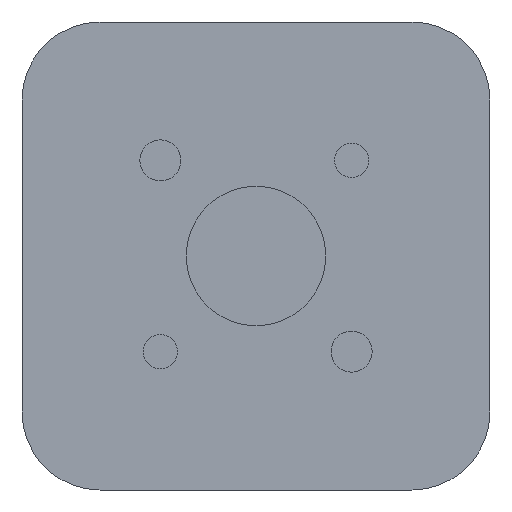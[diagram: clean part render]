
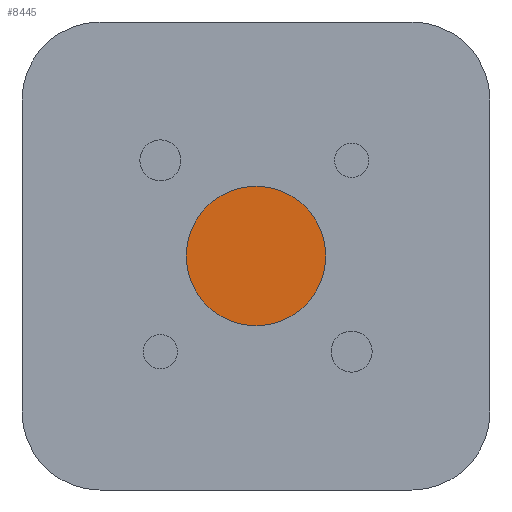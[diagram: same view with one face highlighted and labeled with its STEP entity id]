
A CAD part, left-side view. The second image highlights one B-rep face of the part: STEP entity #8445.
In plain terms, the highlighted planar face has unit normal (-1, 0, 0).
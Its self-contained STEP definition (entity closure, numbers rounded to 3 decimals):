
#489 = FACE_OUTER_BOUND ( 'NONE', #10581, .T. ) ;
#1286 = CARTESIAN_POINT ( 'NONE',  ( -21.321, 8.5, 0. ) ) ;
#1287 = PLANE ( 'NONE',  #6095 ) ;
#1289 = DIRECTION ( 'NONE',  ( 1., 0., 0. ) ) ;
#1290 = DIRECTION ( 'NONE',  ( 0., 0., -1. ) ) ;
#3845 = VERTEX_POINT ( 'NONE', #4105 ) ;
#3846 = VERTEX_POINT ( 'NONE', #4106 ) ;
#4105 = CARTESIAN_POINT ( 'NONE',  ( -21.321, 0., -8.5 ) ) ;
#4106 = CARTESIAN_POINT ( 'NONE',  ( -21.321, 0., 8.5 ) ) ;
#5281 = EDGE_CURVE ( 'NONE', #3845, #3846, #6861, .T. ) ;
#5296 = EDGE_CURVE ( 'NONE', #3846, #3845, #6880, .T. ) ;
#5878 = AXIS2_PLACEMENT_3D ( 'NONE', #7261, #7270, #7271 ) ;
#5887 = AXIS2_PLACEMENT_3D ( 'NONE', #7304, #7311, #7312 ) ;
#6095 = AXIS2_PLACEMENT_3D ( 'NONE', #1286, #1289, #1290 ) ;
#6861 = CIRCLE ( 'NONE', #5878, 8.5 ) ;
#6880 = CIRCLE ( 'NONE', #5887, 8.5 ) ;
#7261 = CARTESIAN_POINT ( 'NONE',  ( -21.321, 0., 0. ) ) ;
#7270 = DIRECTION ( 'NONE',  ( -1., 0., 0. ) ) ;
#7271 = DIRECTION ( 'NONE',  ( 0., 0., 1. ) ) ;
#7304 = CARTESIAN_POINT ( 'NONE',  ( -21.321, 0., 0. ) ) ;
#7311 = DIRECTION ( 'NONE',  ( -1., 0., 0. ) ) ;
#7312 = DIRECTION ( 'NONE',  ( 0., 0., 1. ) ) ;
#8445 = ADVANCED_FACE ( 'NONE', ( #489 ), #1287, .F. ) ;
#10185 = ORIENTED_EDGE ( 'NONE', *, *, #5296, .T. ) ;
#10186 = ORIENTED_EDGE ( 'NONE', *, *, #5281, .T. ) ;
#10581 = EDGE_LOOP ( 'NONE', ( #10185, #10186 ) ) ;
